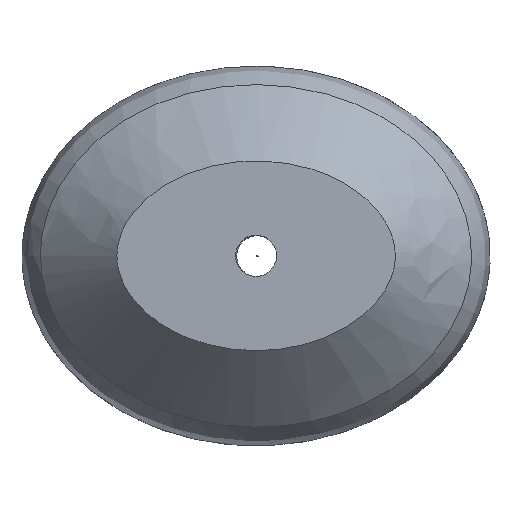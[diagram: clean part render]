
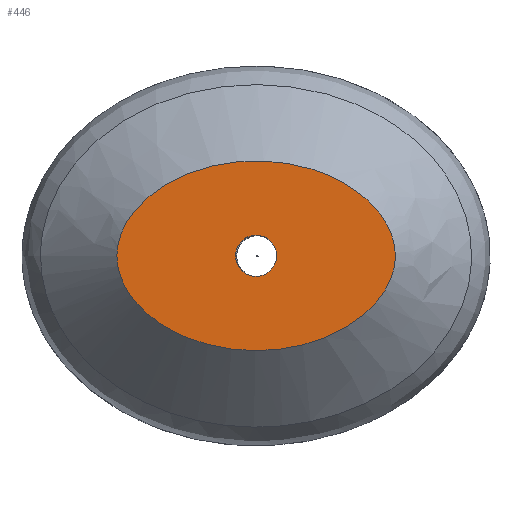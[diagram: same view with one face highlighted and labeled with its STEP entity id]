
A CAD part, top view. The second image highlights one B-rep face of the part: STEP entity #446.
In plain terms, the highlighted face is planar.
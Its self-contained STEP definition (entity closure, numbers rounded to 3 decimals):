
#43=CIRCLE('',#518,3.25);
#59=PLANE('',#517);
#80=ORIENTED_EDGE('',*,*,#190,.T.);
#81=ORIENTED_EDGE('',*,*,#191,.T.);
#190=EDGE_CURVE('',#245,#245,#286,.T.);
#191=EDGE_CURVE('',#246,#246,#43,.T.);
#245=VERTEX_POINT('',#1032);
#246=VERTEX_POINT('',#1034);
#286=B_SPLINE_CURVE_WITH_KNOTS('',3,(#948,#949,#950,#951,#952,#953,#954,
#955,#956,#957,#958,#959,#960,#961,#962,#963,#964,#965,#966,#967,#968,#969,
#970,#971,#972,#973,#974,#975,#976,#977,#978,#979,#980,#981,#982,#983,#984,
#985,#986,#987,#988,#989,#990,#991,#992,#993,#994,#995,#996,#997,#998,#999,
#1000,#1001,#1002,#1003,#1004,#1005,#1006,#1007,#1008,#1009,#1010,#1011,
#1012,#1013,#1014,#1015,#1016,#1017,#1018,#1019,#1020,#1021,#1022,#1023,
#1024,#1025,#1026,#1027,#1028,#1029,#1030,#1031),.UNSPECIFIED.,.T.,.F.,
(1,1,1,1,1,1,1,1,1,1,1,1,1,1,1,1,1,1,1,1,1,1,1,1,1,1,1,1,1,1,1,1,1,1,1,
1,1,1,1,1,1,1,1,1,1,1,1,1,1,1,1,1,1,1,1,1,1,1,1,1,1,1,1,1,1,1,1,1,1,1,1,
1,1,1,1,1,1,1,1,1,1,1,1,1,1,1,1,1),(-0.049,-0.033,
-0.016,0.,0.015,0.022,0.03,0.045,0.053,
0.061,0.076,0.091,0.107,0.114,
0.122,0.126,0.13,0.137,0.153,
0.169,0.184,0.2,0.215,0.247,
0.278,0.294,0.309,0.325,
0.34,0.356,0.364,0.372,
0.376,0.38,0.387,0.403,
0.419,0.426,0.434,0.438,
0.442,0.45,0.465,0.497,
0.513,0.521,0.53,0.545,
0.553,0.561,0.576,0.591,
0.607,0.614,0.622,0.626,0.63,
0.637,0.653,0.669,0.684,
0.7,0.715,0.747,0.778,
0.794,0.809,0.825,0.84,0.856,
0.864,0.872,0.876,0.88,
0.887,0.903,0.919,0.926,
0.934,0.938,0.942,0.951,
0.967,0.984,1.,1.015,1.022,1.03),
 .UNSPECIFIED.);
#322=EDGE_LOOP('',(#80));
#323=EDGE_LOOP('',(#81));
#379=FACE_BOUND('',#322,.T.);
#380=FACE_BOUND('',#323,.T.);
#446=ADVANCED_FACE('',(#379,#380),#59,.T.);
#517=AXIS2_PLACEMENT_3D('',#947,#559,#560);
#518=AXIS2_PLACEMENT_3D('',#1033,#561,#562);
#559=DIRECTION('',(0.,0.,-1.));
#560=DIRECTION('',(-1.,0.,0.));
#561=DIRECTION('',(0.,0.,1.));
#562=DIRECTION('',(1.,0.,0.));
#947=CARTESIAN_POINT('',(0.,0.,-20.));
#948=CARTESIAN_POINT('',(21.876,1.891,-20.));
#949=CARTESIAN_POINT('',(22.057,0.065,-20.));
#950=CARTESIAN_POINT('',(21.922,-1.424,-20.));
#951=CARTESIAN_POINT('',(21.664,-2.551,-20.));
#952=CARTESIAN_POINT('',(21.281,-3.731,-20.));
#953=CARTESIAN_POINT('',(20.798,-4.764,-20.));
#954=CARTESIAN_POINT('',(20.171,-5.811,-20.));
#955=CARTESIAN_POINT('',(19.434,-6.856,-20.));
#956=CARTESIAN_POINT('',(18.55,-7.899,-20.));
#957=CARTESIAN_POINT('',(17.301,-9.113,-20.));
#958=CARTESIAN_POINT('',(16.135,-10.039,-20.));
#959=CARTESIAN_POINT('',(15.12,-10.74,-20.));
#960=CARTESIAN_POINT('',(14.451,-11.161,-20.));
#961=CARTESIAN_POINT('',(13.887,-11.492,-20.));
#962=CARTESIAN_POINT('',(13.391,-11.77,-20.));
#963=CARTESIAN_POINT('',(12.467,-12.256,-20.));
#964=CARTESIAN_POINT('',(11.115,-12.873,-20.));
#965=CARTESIAN_POINT('',(9.414,-13.511,-20.));
#966=CARTESIAN_POINT('',(7.599,-14.05,-20.));
#967=CARTESIAN_POINT('',(5.83,-14.456,-20.));
#968=CARTESIAN_POINT('',(3.453,-14.85,-20.));
#969=CARTESIAN_POINT('',(0.401,-15.07,-20.));
#970=CARTESIAN_POINT('',(-2.677,-14.928,-20.));
#971=CARTESIAN_POINT('',(-5.075,-14.594,-20.));
#972=CARTESIAN_POINT('',(-6.825,-14.242,-20.));
#973=CARTESIAN_POINT('',(-8.645,-13.755,-20.));
#974=CARTESIAN_POINT('',(-10.376,-13.166,-20.));
#975=CARTESIAN_POINT('',(-11.755,-12.587,-20.));
#976=CARTESIAN_POINT('',(-12.817,-12.073,-20.));
#977=CARTESIAN_POINT('',(-13.467,-11.728,-20.));
#978=CARTESIAN_POINT('',(-13.971,-11.444,-20.));
#979=CARTESIAN_POINT('',(-14.555,-11.098,-20.));
#980=CARTESIAN_POINT('',(-15.498,-10.497,-20.));
#981=CARTESIAN_POINT('',(-16.762,-9.569,-20.));
#982=CARTESIAN_POINT('',(-17.878,-8.568,-20.));
#983=CARTESIAN_POINT('',(-18.687,-7.721,-20.));
#984=CARTESIAN_POINT('',(-19.16,-7.17,-20.));
#985=CARTESIAN_POINT('',(-19.512,-6.725,-20.));
#986=CARTESIAN_POINT('',(-19.932,-6.16,-20.));
#987=CARTESIAN_POINT('',(-20.555,-5.22,-20.));
#988=CARTESIAN_POINT('',(-21.558,-3.268,-20.));
#989=CARTESIAN_POINT('',(-22.079,-1.001,-20.));
#990=CARTESIAN_POINT('',(-21.966,1.155,-20.));
#991=CARTESIAN_POINT('',(-21.707,2.404,-20.));
#992=CARTESIAN_POINT('',(-21.316,3.65,-20.));
#993=CARTESIAN_POINT('',(-20.821,4.719,-20.));
#994=CARTESIAN_POINT('',(-20.196,5.773,-20.));
#995=CARTESIAN_POINT('',(-19.462,6.821,-20.));
#996=CARTESIAN_POINT('',(-18.575,7.872,-20.));
#997=CARTESIAN_POINT('',(-17.325,9.092,-20.));
#998=CARTESIAN_POINT('',(-16.157,10.023,-20.));
#999=CARTESIAN_POINT('',(-15.14,10.727,-20.));
#1000=CARTESIAN_POINT('',(-14.47,11.15,-20.));
#1001=CARTESIAN_POINT('',(-13.905,11.482,-20.));
#1002=CARTESIAN_POINT('',(-13.408,11.761,-20.));
#1003=CARTESIAN_POINT('',(-12.482,12.248,-20.));
#1004=CARTESIAN_POINT('',(-11.129,12.867,-20.));
#1005=CARTESIAN_POINT('',(-9.427,13.506,-20.));
#1006=CARTESIAN_POINT('',(-7.615,14.046,-20.));
#1007=CARTESIAN_POINT('',(-5.845,14.452,-20.));
#1008=CARTESIAN_POINT('',(-3.467,14.848,-20.));
#1009=CARTESIAN_POINT('',(-0.405,15.07,-20.));
#1010=CARTESIAN_POINT('',(2.655,14.929,-20.));
#1011=CARTESIAN_POINT('',(5.054,14.597,-20.));
#1012=CARTESIAN_POINT('',(6.81,14.245,-20.));
#1013=CARTESIAN_POINT('',(8.64,13.759,-20.));
#1014=CARTESIAN_POINT('',(10.383,13.165,-20.));
#1015=CARTESIAN_POINT('',(11.773,12.58,-20.));
#1016=CARTESIAN_POINT('',(12.845,12.059,-20.));
#1017=CARTESIAN_POINT('',(13.501,11.71,-20.));
#1018=CARTESIAN_POINT('',(14.011,11.42,-20.));
#1019=CARTESIAN_POINT('',(14.591,11.076,-20.));
#1020=CARTESIAN_POINT('',(15.531,10.474,-20.));
#1021=CARTESIAN_POINT('',(16.789,9.546,-20.));
#1022=CARTESIAN_POINT('',(17.901,8.544,-20.));
#1023=CARTESIAN_POINT('',(18.709,7.696,-20.));
#1024=CARTESIAN_POINT('',(19.184,7.141,-20.));
#1025=CARTESIAN_POINT('',(19.548,6.679,-20.));
#1026=CARTESIAN_POINT('',(19.955,6.126,-20.));
#1027=CARTESIAN_POINT('',(20.577,5.174,-20.));
#1028=CARTESIAN_POINT('',(21.282,3.795,-20.));
#1029=CARTESIAN_POINT('',(21.876,1.891,-20.));
#1030=CARTESIAN_POINT('',(22.057,0.065,-20.));
#1031=CARTESIAN_POINT('',(21.922,-1.424,-20.));
#1032=CARTESIAN_POINT('',(22.,0.,-20.));
#1033=CARTESIAN_POINT('',(0.,0.,-20.));
#1034=CARTESIAN_POINT('',(3.25,0.,-20.));
